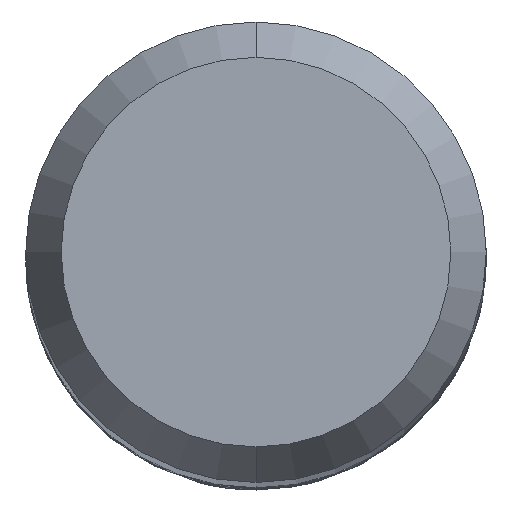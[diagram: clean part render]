
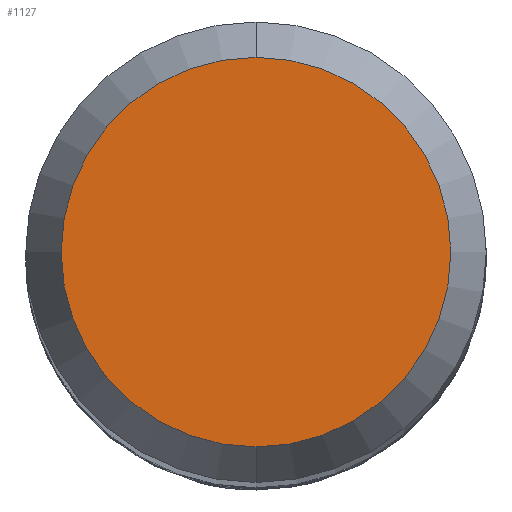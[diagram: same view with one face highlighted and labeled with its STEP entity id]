
A CAD part, top view. The second image highlights one B-rep face of the part: STEP entity #1127.
In plain terms, the highlighted planar face has unit normal (0, 0, 1).
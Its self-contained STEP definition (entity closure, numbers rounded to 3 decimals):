
#1127=ADVANCED_FACE('',(#2946),#2947,.T.);
#1925=VERTEX_POINT('',#3809);
#2531=VERTEX_POINT('',#4475);
#2645=EDGE_CURVE('',#2531,#1925,#4597,.T.);
#2685=EDGE_CURVE('',#1925,#2531,#4640,.T.);
#2946=FACE_OUTER_BOUND('',#6006,.T.);
#2947=PLANE('',#6007);
#3809=CARTESIAN_POINT('',(0.0,2.538,0.0));
#4475=CARTESIAN_POINT('',(0.,-2.538,0.0));
#4597=CIRCLE('',#20984,2.538);
#4640=CIRCLE('',#21407,2.538);
#6006=EDGE_LOOP('',(#22269,#22270));
#6007=AXIS2_PLACEMENT_3D('',#22271,#22272,#22273);
#20984=AXIS2_PLACEMENT_3D('',#23975,#23976,#23977);
#21407=AXIS2_PLACEMENT_3D('',#24010,#24011,#24012);
#22269=ORIENTED_EDGE('',*,*,#2685,.F.);
#22270=ORIENTED_EDGE('',*,*,#2645,.F.);
#22271=CARTESIAN_POINT('',(0.0,1.269,0.0));
#22272=DIRECTION('',(-0.0,0.0,1.0));
#22273=DIRECTION('',(0.0,-1.0,0.0));
#23975=CARTESIAN_POINT('',(0.0,0.0,0.0));
#23976=DIRECTION('',(0.0,0.0,-1.0));
#23977=DIRECTION('',(0.0,1.0,0.0));
#24010=CARTESIAN_POINT('',(0.0,0.0,0.0));
#24011=DIRECTION('',(0.0,0.0,-1.0));
#24012=DIRECTION('',(0.0,1.0,0.0));
